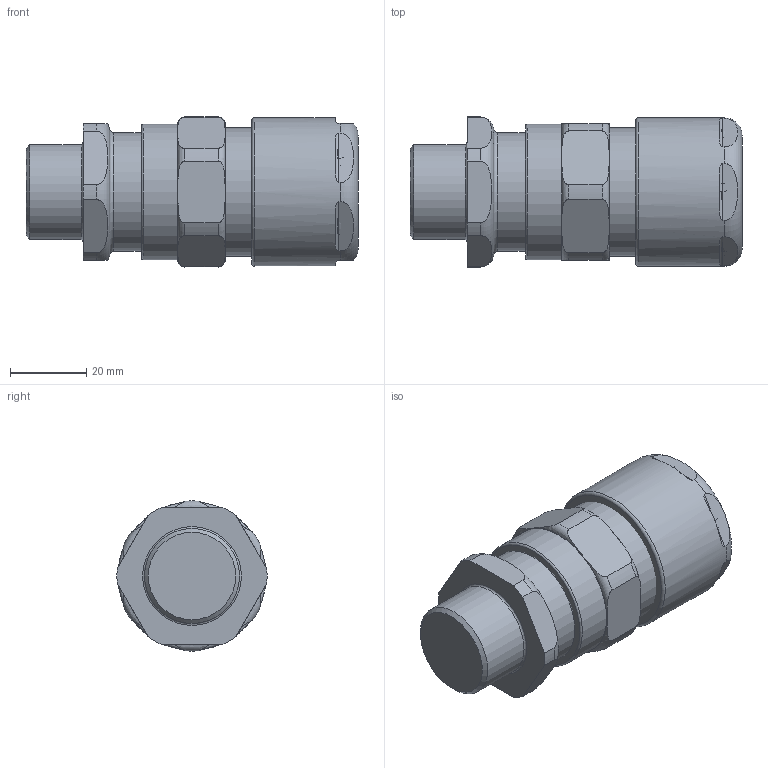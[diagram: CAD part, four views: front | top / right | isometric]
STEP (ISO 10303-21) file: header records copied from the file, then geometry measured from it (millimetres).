
FILE_DESCRIPTION(/* description */ (''),/* implementation_level */ '2;1');
FILE_NAME(/* name */ '153 RAC L B.stp',/* time_stamp */ '2021-05-09T23:26:51+06:00',/* author */ ('vinaykumark'),/* organization */ (''),/* preprocessor_version */ 'ST-DEVELOPER v18',/* originating_system */ 'Autodesk Inventor 2020',/* authorisation */ '');
FILE_SCHEMA (('AUTOMOTIVE_DESIGN { 1 0 10303 214 3 1 1 }'));
Length unit declared in the file: inch
Products named in the file (1): 153 RAC L B
Bounding box: 87.35 x 39.49 x 39.49 mm (x, y, z)
Volume: 126629.8 mm3; surface area: 37351 mm2
Topology: 10 solids, 10 shells, 553 faces, 1574 edges, 1044 vertices
Faces by surface type: plane 173, torus 168, cylinder 116, cone 96
Full cylindrical faces by diameter (mm): 20.2 x1, 25 x1, 26.2 x1, 27.25 x1, 27.9 x2, 29.3 x1, 29.8 x1, 30.3 x1, 30.5 x3, 31.2 x1, 33.338 x1, 33.52 x1, 33.72 x1, 34.6 x1, 35.65 x1, 36 x1, 39 x1
Entity records: 22473 total; most frequent: CARTESIAN_POINT 7922, ORIENTED_EDGE 3148, DIRECTION 2834, EDGE_CURVE 1574, AXIS2_PLACEMENT_3D 1210, VERTEX_POINT 1044, CIRCLE 656, STYLED_ITEM 562
